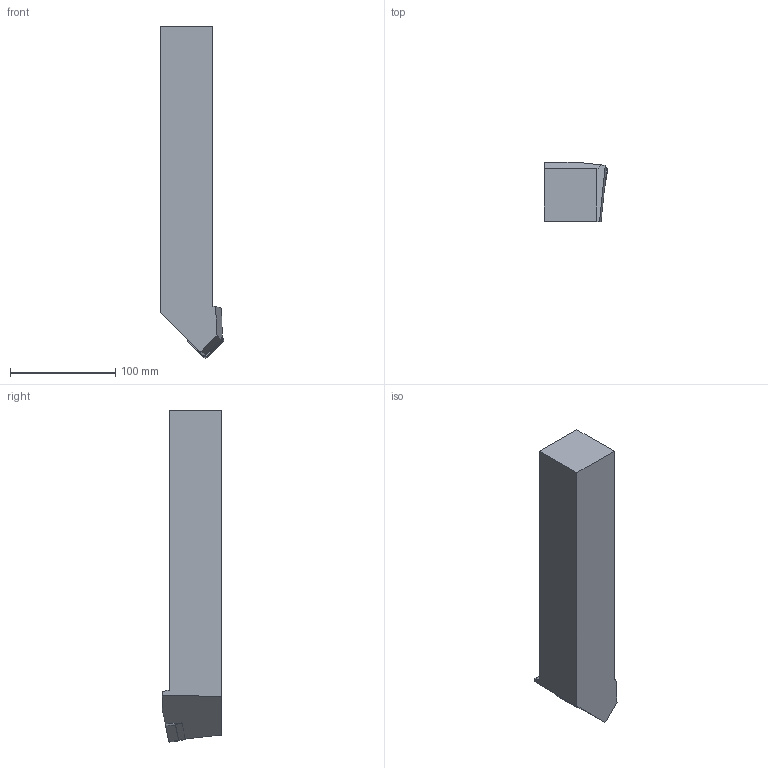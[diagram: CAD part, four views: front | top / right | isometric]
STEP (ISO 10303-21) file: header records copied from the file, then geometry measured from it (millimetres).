
FILE_DESCRIPTION(/* description */ (''),/* implementation_level */ '2;1');
FILE_NAME(/* name */ 'PSSNL5050T2509_SIM.stp',/* time_stamp */ '2023-02-27T13:46:38+01:00',/* author */ (''),/* organization */ (''),/* preprocessor_version */ 'ST-DEVELOPER v16.7',/* originating_system */ 'SIEMENS PLM Software NX 12.0',/* authorisation */ '');
FILE_SCHEMA (('AUTOMOTIVE_DESIGN { 1 0 10303 214 3 1 1 1 }'));
Length unit declared in the file: millimetre
Products named in the file (1): kl6217C8835Fqkhn
Bounding box: 60.1 x 56.5 x 315.98 mm (x, y, z)
Volume: 755564.7 mm3; surface area: 68086.5 mm2
Topology: 2 solids, 2 shells, 38 faces, 101 edges, 67 vertices
Faces by surface type: plane 27, cylinder 10, cone 1
Full cylindrical faces by diameter (mm): 9.1 x1
Entity records: 1202 total; most frequent: CARTESIAN_POINT 203, DIRECTION 198, ORIENTED_EDGE 196, EDGE_CURVE 98, LINE 76, VECTOR 76, VERTEX_POINT 66, AXIS2_PLACEMENT_3D 61
